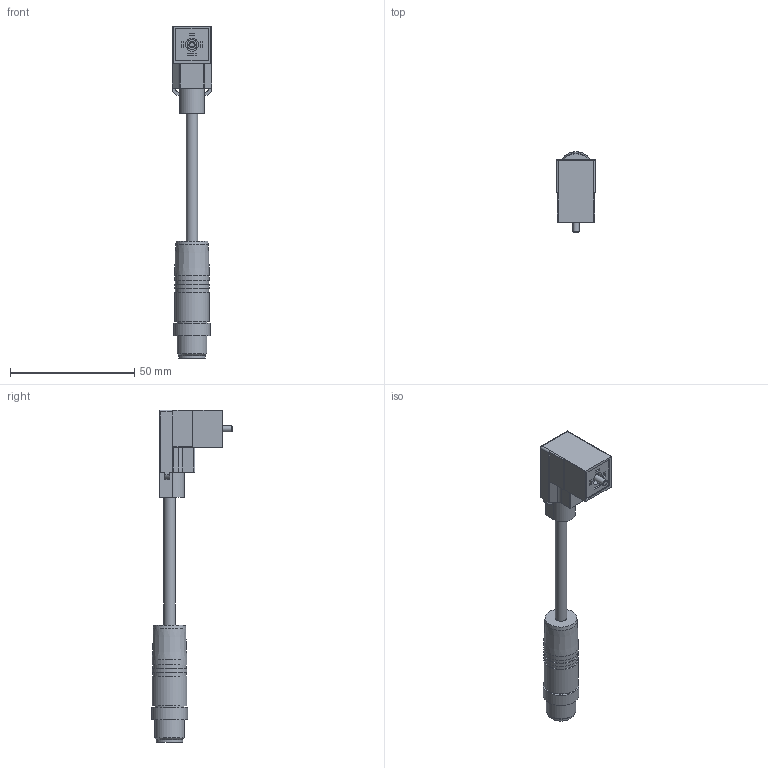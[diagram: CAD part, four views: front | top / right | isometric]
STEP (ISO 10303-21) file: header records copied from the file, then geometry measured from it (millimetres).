
FILE_DESCRIPTION(/* description */ ('STEP AP214'),/* implementation_level */ '2;1');
FILE_NAME(/* name */ '177677_KMEB-2-24-M12-05-LED',/* time_stamp */ '2024-08-29T16:54:10+02:00',/* author */ ('License CC BY-ND 4.0'),/* organization */ ('CADENAS'),/* preprocessor_version */ 'ST-DEVELOPER v19.3',/* originating_system */ 'PARTsolutions',/* authorisation */ ' ');
FILE_SCHEMA (('AUTOMOTIVE_DESIGN {1 0 10303 214 3 1 1}'));
Length unit declared in the file: millimetre
Products named in the file (2): 177677 KMEB-2-24-M12-0,5-LED; 177677 KMEB-2-24-M12-0,5-LED---(part)
Assembly tree (1 placements, depth 2):
  177677 KMEB-2-24-M12-0,5-LED
    177677 KMEB-2-24-M12-0,5-LED---(part)
Bounding box: 16 x 32.55 x 133.5 mm (x, y, z)
Volume: 15292.4 mm3; surface area: 6949.4 mm2
Topology: 1 solids, 1 shells, 146 faces, 346 edges, 227 vertices
Faces by surface type: plane 101, cylinder 39, cone 5, torus 1
Full cylindrical faces by diameter (mm): 1 x5, 2.5 x1, 4 x1, 4.6 x1, 5.1 x1, 5.2 x1, 10.773 x1, 12 x2, 12.685 x1, 13.4 x2, 14 x3, 14.5 x1
Entity records: 5130 total; most frequent: CARTESIAN_POINT 757, DIRECTION 673, ORIENTED_EDGE 636, EDGE_CURVE 318, AXIS2_PLACEMENT_3D 229, VERTEX_POINT 225, LINE 215, VECTOR 215
